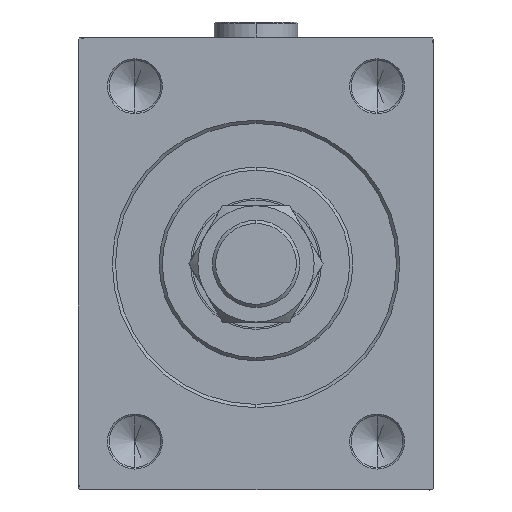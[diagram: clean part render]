
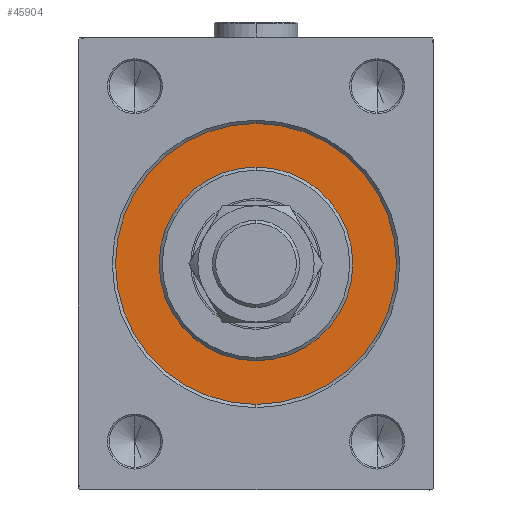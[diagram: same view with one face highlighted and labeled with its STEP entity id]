
A CAD part, left-side view. The second image highlights one B-rep face of the part: STEP entity #45904.
In plain terms, the highlighted face is planar.
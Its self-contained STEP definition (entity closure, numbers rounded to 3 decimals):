
#579 = CARTESIAN_POINT ( 'NONE',  ( 0., 0., 0. ) ) ;
#1837 = DIRECTION ( 'NONE',  ( 0., 0., 1. ) ) ;
#2878 = VERTEX_POINT ( 'NONE', #38580 ) ;
#2939 = EDGE_LOOP ( 'NONE', ( #43107, #26883 ) ) ;
#5429 = PLANE ( 'NONE',  #10375 ) ;
#6212 = EDGE_CURVE ( 'NONE', #18910, #16517, #38390, .T. ) ;
#6778 = DIRECTION ( 'NONE',  ( 0., 0., 1. ) ) ;
#6962 = DIRECTION ( 'NONE',  ( -1., 0., 0. ) ) ;
#7655 = DIRECTION ( 'NONE',  ( 0., 0., 1. ) ) ;
#7989 = DIRECTION ( 'NONE',  ( 0., 0., -1. ) ) ;
#9389 = ORIENTED_EDGE ( 'NONE', *, *, #6212, .F. ) ;
#10375 = AXIS2_PLACEMENT_3D ( 'NONE', #31035, #24082, #1837 ) ;
#10508 = EDGE_CURVE ( 'NONE', #16517, #18910, #35269, .T. ) ;
#10552 = CARTESIAN_POINT ( 'NONE',  ( 0., 0., 43.5 ) ) ;
#10581 = CARTESIAN_POINT ( 'NONE',  ( 0., 0., 0. ) ) ;
#11479 = DIRECTION ( 'NONE',  ( 0., 0., -1. ) ) ;
#11526 = EDGE_CURVE ( 'NONE', #45538, #2878, #23060, .T. ) ;
#11625 = CARTESIAN_POINT ( 'NONE',  ( 0., 0., -43.5 ) ) ;
#11912 = AXIS2_PLACEMENT_3D ( 'NONE', #579, #40796, #7989 ) ;
#12339 = AXIS2_PLACEMENT_3D ( 'NONE', #39763, #6962, #7655 ) ;
#14077 = CARTESIAN_POINT ( 'NONE',  ( 0., 0., 30. ) ) ;
#15756 = CIRCLE ( 'NONE', #11912, 30. ) ;
#16517 = VERTEX_POINT ( 'NONE', #11625 ) ;
#16948 = AXIS2_PLACEMENT_3D ( 'NONE', #40236, #39771, #11479 ) ;
#18910 = VERTEX_POINT ( 'NONE', #10552 ) ;
#23060 = CIRCLE ( 'NONE', #16948, 30. ) ;
#23606 = FACE_OUTER_BOUND ( 'NONE', #36701, .T. ) ;
#24082 = DIRECTION ( 'NONE',  ( -1., 0., 0. ) ) ;
#24704 = DIRECTION ( 'NONE',  ( -1., 0., 0. ) ) ;
#26883 = ORIENTED_EDGE ( 'NONE', *, *, #45986, .F. ) ;
#31035 = CARTESIAN_POINT ( 'NONE',  ( 0., 0., 0. ) ) ;
#34409 = AXIS2_PLACEMENT_3D ( 'NONE', #10581, #24704, #6778 ) ;
#34626 = FACE_BOUND ( 'NONE', #2939, .T. ) ;
#35269 = CIRCLE ( 'NONE', #12339, 43.5 ) ;
#36701 = EDGE_LOOP ( 'NONE', ( #37711, #9389 ) ) ;
#37711 = ORIENTED_EDGE ( 'NONE', *, *, #10508, .F. ) ;
#38390 = CIRCLE ( 'NONE', #34409, 43.5 ) ;
#38580 = CARTESIAN_POINT ( 'NONE',  ( 0., 0., -30. ) ) ;
#39763 = CARTESIAN_POINT ( 'NONE',  ( 0., 0., 0. ) ) ;
#39771 = DIRECTION ( 'NONE',  ( 1., 0., 0. ) ) ;
#40236 = CARTESIAN_POINT ( 'NONE',  ( 0., 0., 0. ) ) ;
#40796 = DIRECTION ( 'NONE',  ( 1., 0., 0. ) ) ;
#43107 = ORIENTED_EDGE ( 'NONE', *, *, #11526, .F. ) ;
#45538 = VERTEX_POINT ( 'NONE', #14077 ) ;
#45904 = ADVANCED_FACE ( 'NONE', ( #34626, #23606 ), #5429, .F. ) ;
#45986 = EDGE_CURVE ( 'NONE', #2878, #45538, #15756, .T. ) ;
